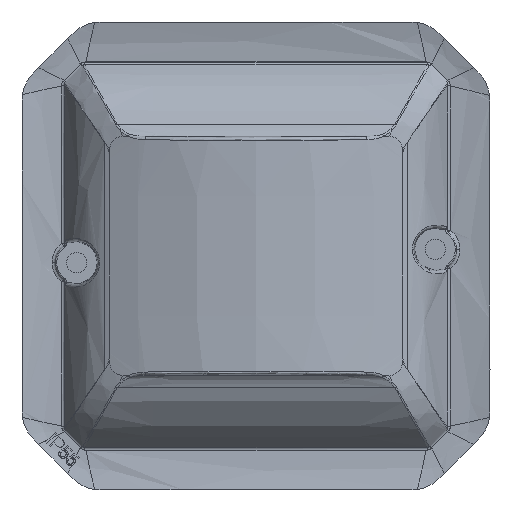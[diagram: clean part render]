
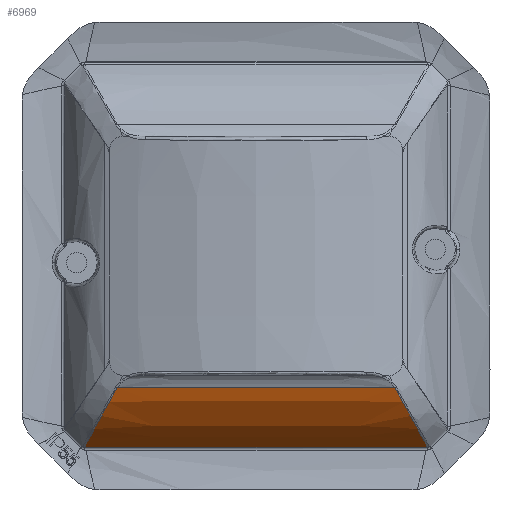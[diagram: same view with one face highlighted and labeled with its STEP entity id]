
A CAD part, top view. The second image highlights one B-rep face of the part: STEP entity #6969.
In plain terms, the highlighted face is a extrusion surface.
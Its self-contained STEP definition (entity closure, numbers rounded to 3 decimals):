
#6102=CARTESIAN_POINT('Vertex',(-25.775,-28.756,2.189)) ;
#6106=CARTESIAN_POINT('Control Point',(-25.752,-28.756,2.189)) ;
#6107=CARTESIAN_POINT('Control Point',(-25.757,-28.756,2.189)) ;
#6108=CARTESIAN_POINT('Control Point',(-25.762,-28.756,2.189)) ;
#6109=CARTESIAN_POINT('Control Point',(-25.766,-28.756,2.189)) ;
#6110=CARTESIAN_POINT('Control Point',(-25.771,-28.756,2.189)) ;
#6111=CARTESIAN_POINT('Control Point',(-25.775,-28.756,2.189)) ;
#6112=CARTESIAN_POINT('Vertex',(-25.752,-28.756,2.189)) ;
#6899=CARTESIAN_POINT('Line Origine',(-1.48,-28.756,2.189)) ;
#6903=CARTESIAN_POINT('Vertex',(25.752,-28.756,2.189)) ;
#6919=CARTESIAN_POINT('Control Point',(0.,-19.811,10.422)) ;
#6920=CARTESIAN_POINT('Control Point',(0.,-21.928,9.643)) ;
#6921=CARTESIAN_POINT('Control Point',(0.,-23.88,8.43)) ;
#6922=CARTESIAN_POINT('Control Point',(0.,-25.669,6.783)) ;
#6923=CARTESIAN_POINT('Control Point',(0.,-27.295,4.703)) ;
#6924=CARTESIAN_POINT('Control Point',(0.,-28.756,2.189)) ;
#6928=CARTESIAN_POINT('Line Origine',(0.,-19.811,10.422)) ;
#6932=CARTESIAN_POINT('Vertex',(-20.878,-19.811,10.422)) ;
#6934=CARTESIAN_POINT('Vertex',(20.878,-19.811,10.422)) ;
#6938=CARTESIAN_POINT('Control Point',(20.878,-19.811,10.422)) ;
#6939=CARTESIAN_POINT('Control Point',(22.04,-21.902,9.652)) ;
#6940=CARTESIAN_POINT('Control Point',(23.12,-23.838,8.458)) ;
#6941=CARTESIAN_POINT('Control Point',(24.09,-25.637,6.822)) ;
#6942=CARTESIAN_POINT('Control Point',(24.975,-27.276,4.735)) ;
#6943=CARTESIAN_POINT('Control Point',(25.775,-28.756,2.189)) ;
#6944=CARTESIAN_POINT('Vertex',(25.775,-28.756,2.189)) ;
#6948=CARTESIAN_POINT('Control Point',(25.775,-28.756,2.189)) ;
#6949=CARTESIAN_POINT('Control Point',(25.768,-28.756,2.189)) ;
#6950=CARTESIAN_POINT('Control Point',(25.76,-28.756,2.189)) ;
#6951=CARTESIAN_POINT('Control Point',(25.752,-28.756,2.189)) ;
#6954=CARTESIAN_POINT('Control Point',(-20.878,-19.811,10.422)) ;
#6955=CARTESIAN_POINT('Control Point',(-22.04,-21.902,9.652)) ;
#6956=CARTESIAN_POINT('Control Point',(-23.12,-23.838,8.458)) ;
#6957=CARTESIAN_POINT('Control Point',(-24.09,-25.637,6.822)) ;
#6958=CARTESIAN_POINT('Control Point',(-24.974,-27.276,4.735)) ;
#6959=CARTESIAN_POINT('Control Point',(-25.775,-28.756,2.189)) ;
#6900=DIRECTION('Vector Direction',(1.,0.,0.)) ;
#6925=DIRECTION('Vector Direction',(1.,0.,0.)) ;
#6929=DIRECTION('Vector Direction',(1.,0.,0.)) ;
#6901=VECTOR('Line Direction',#6900,1.) ;
#6926=VECTOR('Extrusion Surface Vector',#6925,1.) ;
#6930=VECTOR('Line Direction',#6929,1.) ;
#6962=ORIENTED_EDGE('',*,*,#6936,.T.) ;
#6963=ORIENTED_EDGE('',*,*,#6946,.T.) ;
#6964=ORIENTED_EDGE('',*,*,#6952,.F.) ;
#6965=ORIENTED_EDGE('',*,*,#6905,.F.) ;
#6966=ORIENTED_EDGE('',*,*,#6114,.F.) ;
#6967=ORIENTED_EDGE('',*,*,#6960,.T.) ;
#6969=ADVANCED_FACE('Surface.8',(#6968),#6927,.F.) ;
#6105=B_SPLINE_CURVE_WITH_KNOTS('',5,(#6106,#6107,#6108,#6109,#6110,#6111),.UNSPECIFIED.,.F.,.U.,(6,6),(111.823,111.904),.UNSPECIFIED.) ;
#6918=B_SPLINE_CURVE_WITH_KNOTS('',5,(#6919,#6920,#6921,#6922,#6923,#6924),.UNSPECIFIED.,.F.,.U.,(6,6),(2.161,15.115),.UNSPECIFIED.) ;
#6937=B_SPLINE_CURVE_WITH_KNOTS('',5,(#6938,#6939,#6940,#6941,#6942,#6943),.UNSPECIFIED.,.F.,.U.,(6,6),(8.831,27.796),.UNSPECIFIED.) ;
#6947=B_SPLINE_CURVE_WITH_KNOTS('',3,(#6948,#6949,#6950,#6951),.UNSPECIFIED.,.F.,.U.,(4,4),(7.124,7.206),.UNSPECIFIED.) ;
#6953=B_SPLINE_CURVE_WITH_KNOTS('',5,(#6954,#6955,#6956,#6957,#6958,#6959),.UNSPECIFIED.,.F.,.U.,(6,6),(8.831,27.797),.UNSPECIFIED.) ;
#6114=EDGE_CURVE('',#6103,#6113,#6105,.F.) ;
#6905=EDGE_CURVE('',#6113,#6904,#6902,.T.) ;
#6936=EDGE_CURVE('',#6933,#6935,#6931,.T.) ;
#6946=EDGE_CURVE('',#6935,#6945,#6937,.T.) ;
#6952=EDGE_CURVE('',#6904,#6945,#6947,.F.) ;
#6960=EDGE_CURVE('',#6103,#6933,#6953,.F.) ;
#6961=EDGE_LOOP('',(#6962,#6963,#6964,#6965,#6966,#6967)) ;
#6968=FACE_OUTER_BOUND('',#6961,.T.) ;
#6902=LINE('Line',#6899,#6901) ;
#6931=LINE('Line',#6928,#6930) ;
#6927=SURFACE_OF_LINEAR_EXTRUSION('generated tabulated cylinder',#6918,#6926) ;
#6103=VERTEX_POINT('',#6102) ;
#6113=VERTEX_POINT('',#6112) ;
#6904=VERTEX_POINT('',#6903) ;
#6933=VERTEX_POINT('',#6932) ;
#6935=VERTEX_POINT('',#6934) ;
#6945=VERTEX_POINT('',#6944) ;
